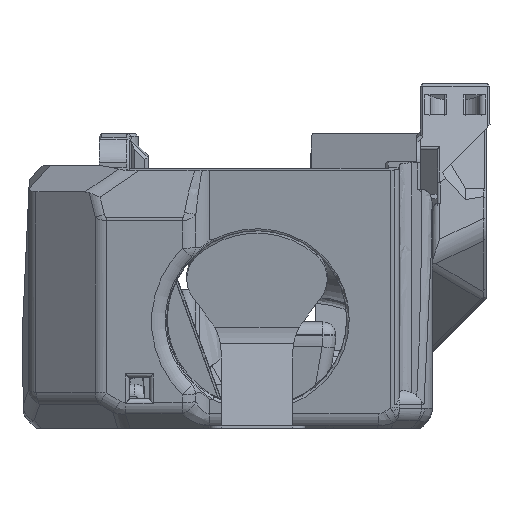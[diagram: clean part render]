
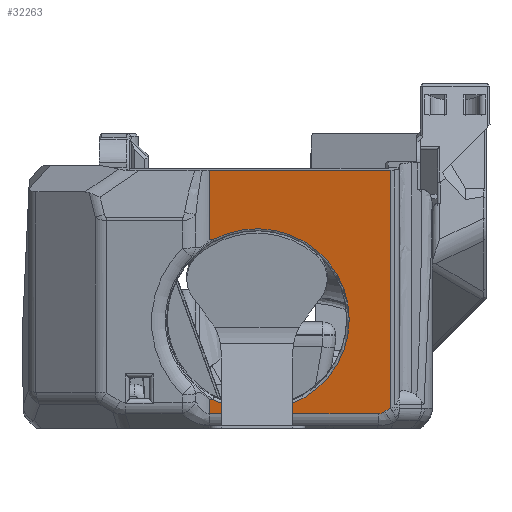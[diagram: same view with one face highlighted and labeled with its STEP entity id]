
A CAD part, left-side view. The second image highlights one B-rep face of the part: STEP entity #32263.
In plain terms, the highlighted planar face has unit normal (-0.985, 0, -0.174).
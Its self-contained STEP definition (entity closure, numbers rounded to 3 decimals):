
#985=ELLIPSE('',#34837,3.203,2.);
#1711=B_SPLINE_CURVE_WITH_KNOTS('',3,(#54873,#54874,#54875,#54876),
 .UNSPECIFIED.,.F.,.F.,(4,4),(0.,0.382),.UNSPECIFIED.);
#1722=B_SPLINE_CURVE_WITH_KNOTS('',3,(#55160,#55161,#55162,#55163),
 .UNSPECIFIED.,.F.,.F.,(4,4),(0.618,1.),.UNSPECIFIED.);
#2317=CIRCLE('',#34217,14.4);
#7447=ORIENTED_EDGE('',*,*,#15173,.F.);
#7448=ORIENTED_EDGE('',*,*,#14190,.T.);
#7449=ORIENTED_EDGE('',*,*,#15301,.T.);
#7450=ORIENTED_EDGE('',*,*,#15302,.F.);
#7451=ORIENTED_EDGE('',*,*,#15303,.T.);
#7452=ORIENTED_EDGE('',*,*,#15304,.T.);
#7453=ORIENTED_EDGE('',*,*,#15305,.F.);
#7454=ORIENTED_EDGE('',*,*,#15306,.T.);
#7455=ORIENTED_EDGE('',*,*,#14789,.F.);
#7456=ORIENTED_EDGE('',*,*,#14813,.F.);
#14190=EDGE_CURVE('',#18658,#18657,#2317,.T.);
#14789=EDGE_CURVE('',#19056,#19057,#21873,.T.);
#14813=EDGE_CURVE('',#19073,#19056,#21890,.T.);
#15173=EDGE_CURVE('',#18658,#19073,#1711,.F.);
#15301=EDGE_CURVE('',#18657,#19416,#1722,.T.);
#15302=EDGE_CURVE('',#19417,#19416,#22199,.T.);
#15303=EDGE_CURVE('',#19417,#19418,#22200,.T.);
#15304=EDGE_CURVE('',#19418,#19419,#985,.T.);
#15305=EDGE_CURVE('',#19420,#19419,#22201,.T.);
#15306=EDGE_CURVE('',#19420,#19057,#22202,.T.);
#18657=VERTEX_POINT('',#50688);
#18658=VERTEX_POINT('',#50690);
#19056=VERTEX_POINT('',#53225);
#19057=VERTEX_POINT('',#53227);
#19073=VERTEX_POINT('',#53284);
#19416=VERTEX_POINT('',#55164);
#19417=VERTEX_POINT('',#55166);
#19418=VERTEX_POINT('',#55168);
#19419=VERTEX_POINT('',#55170);
#19420=VERTEX_POINT('',#55172);
#21873=LINE('',#53226,#24730);
#21890=LINE('',#53285,#24747);
#22199=LINE('',#55165,#25056);
#22200=LINE('',#55167,#25057);
#22201=LINE('',#55171,#25058);
#22202=LINE('',#55173,#25059);
#24730=VECTOR('',#39675,1000.);
#24747=VECTOR('',#39712,1000.);
#25056=VECTOR('',#40485,1000.);
#25057=VECTOR('',#40486,1000.);
#25058=VECTOR('',#40489,1000.);
#25059=VECTOR('',#40490,1000.);
#27325=EDGE_LOOP('',(#7447,#7448,#7449,#7450,#7451,#7452,#7453,#7454,#7455,
#7456));
#29316=FACE_BOUND('',#27325,.T.);
#30883=PLANE('',#34836);
#32263=ADVANCED_FACE('',(#29316),#30883,.F.);
#34217=AXIS2_PLACEMENT_3D('',#50689,#38673,#38674);
#34836=AXIS2_PLACEMENT_3D('',#55159,#40483,#40484);
#34837=AXIS2_PLACEMENT_3D('',#55169,#40487,#40488);
#38673=DIRECTION('',(0.985,0.,0.174));
#38674=DIRECTION('',(0.174,0.,-0.985));
#39675=DIRECTION('',(0.,-1.,0.));
#39712=DIRECTION('',(-0.174,0.,0.985));
#40483=DIRECTION('',(0.985,0.,0.174));
#40484=DIRECTION('',(-0.174,0.,0.985));
#40485=DIRECTION('',(-0.174,0.,0.985));
#40486=DIRECTION('',(0.,-1.,0.));
#40487=DIRECTION('',(-0.985,0.,-0.174));
#40488=DIRECTION('',(-0.165,-0.304,0.938));
#40489=DIRECTION('',(0.097,0.829,-0.551));
#40490=DIRECTION('',(-0.174,0.,0.985));
#50688=CARTESIAN_POINT('',(-28.264,11.767,4.533));
#50689=CARTESIAN_POINT('',(-30.458,4.853,16.973));
#50690=CARTESIAN_POINT('',(-32.651,11.767,29.413));
#53225=CARTESIAN_POINT('',(-34.572,12.27,40.304));
#53226=CARTESIAN_POINT('',(-34.572,24.853,40.304));
#53227=CARTESIAN_POINT('',(-34.572,-16.002,40.304));
#53284=CARTESIAN_POINT('',(-32.66,12.27,29.463));
#53285=CARTESIAN_POINT('',(-31.185,12.27,21.099));
#54873=CARTESIAN_POINT('',(-32.66,12.27,29.463));
#54874=CARTESIAN_POINT('',(-32.657,12.102,29.442));
#54875=CARTESIAN_POINT('',(-32.654,11.935,29.425));
#54876=CARTESIAN_POINT('',(-32.651,11.767,29.413));
#55159=CARTESIAN_POINT('',(-31.185,24.853,21.099));
#55160=CARTESIAN_POINT('',(-28.264,11.767,4.533));
#55161=CARTESIAN_POINT('',(-28.262,11.935,4.52));
#55162=CARTESIAN_POINT('',(-28.259,12.102,4.503));
#55163=CARTESIAN_POINT('',(-28.255,12.27,4.482));
#55164=CARTESIAN_POINT('',(-28.255,12.27,4.482));
#55165=CARTESIAN_POINT('',(-31.185,12.27,21.099));
#55166=CARTESIAN_POINT('',(-27.864,12.27,2.262));
#55167=CARTESIAN_POINT('',(-27.864,-14.655,2.262));
#55168=CARTESIAN_POINT('',(-27.864,-14.07,2.262));
#55169=CARTESIAN_POINT('',(-28.404,-14.652,5.326));
#55170=CARTESIAN_POINT('',(-27.923,-15.07,2.597));
#55171=CARTESIAN_POINT('',(-27.821,-14.199,2.018));
#55172=CARTESIAN_POINT('',(-28.032,-16.002,3.216));
#55173=CARTESIAN_POINT('',(-7.663,-16.002,-112.301));
